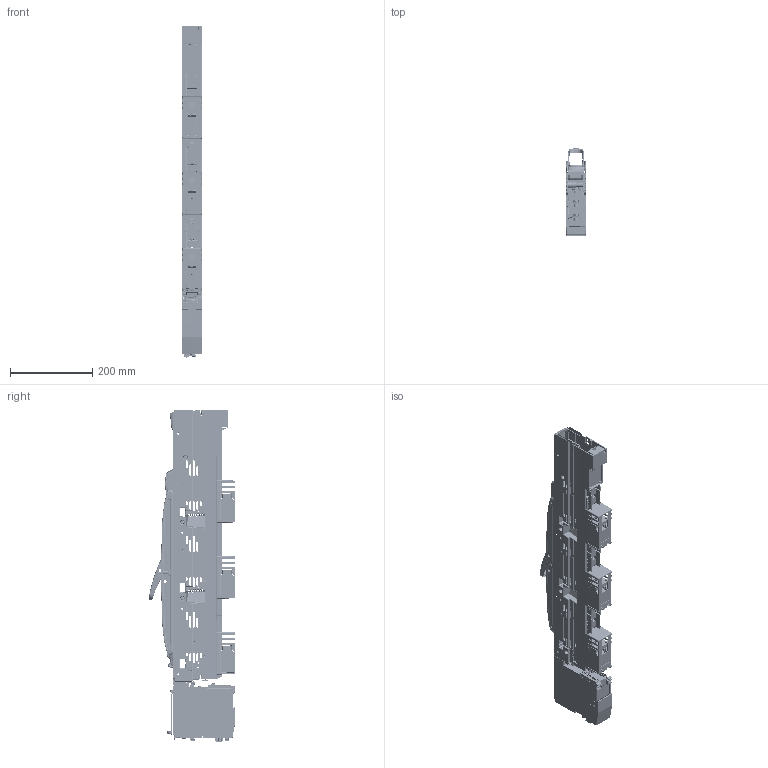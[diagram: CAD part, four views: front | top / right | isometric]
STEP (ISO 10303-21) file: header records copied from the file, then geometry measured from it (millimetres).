
FILE_DESCRIPTION((''),'2;1');
FILE_NAME('PRT0003','2020-06-12T16:25:14',('CNANWAN3'),(''),'CREO PARAMETRIC BY PTC INC, 2019164','CREO PARAMETRIC BY PTC INC, 2019164','');
FILE_SCHEMA(('CONFIG_CONTROL_DESIGN'));
Products named in the file (1): PRT0003
Bounding box: 48.99 x 212.1 x 809.49 mm (x, y, z)
Surface area: 944728.9 mm2 (no closed solid volume)
Topology: 0 solids, 643 shells, 8282 faces, 45537 edges, 36366 vertices
Faces by surface type: plane 4210, cylinder 2459, cone 536, bspline 531, torus 372, sphere 108, extrusion 62, revolution 4
Entity records: 641322 total; most frequent: CARTESIAN_POINT 320710, ORIENTED_EDGE 61954, DIRECTION 55711, EDGE_CURVE 45437, VERTEX_POINT 36379, VECTOR 25015, LINE 24953, AXIS2_PLACEMENT_3D 15346
